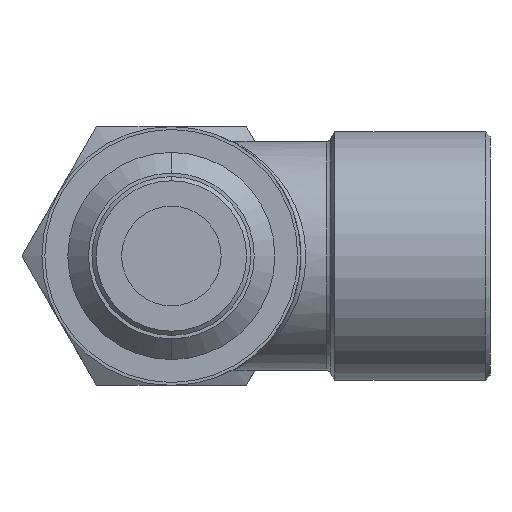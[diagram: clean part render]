
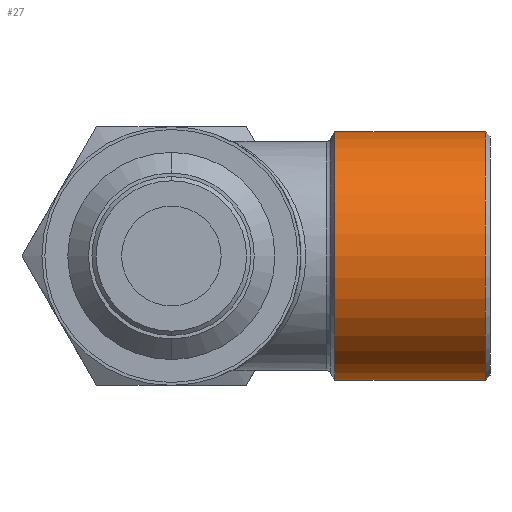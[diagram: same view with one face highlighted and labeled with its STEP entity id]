
A CAD part, front view. The second image highlights one B-rep face of the part: STEP entity #27.
In plain terms, the highlighted cylindrical face has radius 12.5 mm (diameter 25 mm), a partial arc.
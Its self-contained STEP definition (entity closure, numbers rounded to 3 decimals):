
#3 = EDGE_CURVE ( 'NONE', #690, #687, #792, .T. ) ;
#16 = EDGE_CURVE ( 'NONE', #820, #732, #774, .T. ) ;
#18 = ORIENTED_EDGE ( 'NONE', *, *, #16, .T. ) ;
#20 = ORIENTED_EDGE ( 'NONE', *, *, #716, .F. ) ;
#21 = EDGE_LOOP ( 'NONE', ( #20, #25, #23, #18 ) ) ;
#23 = ORIENTED_EDGE ( 'NONE', *, *, #784, .T. ) ;
#25 = ORIENTED_EDGE ( 'NONE', *, *, #3, .T. ) ;
#27 = ADVANCED_FACE ( 'NONE', ( #729 ), #728, .T. ) ;
#687 = VERTEX_POINT ( 'NONE', #3498 ) ;
#690 = VERTEX_POINT ( 'NONE', #3497 ) ;
#716 = EDGE_CURVE ( 'NONE', #690, #732, #3432, .T. ) ;
#723 = CARTESIAN_POINT ( 'NONE',  ( -1.384, 24., 0. ) ) ;
#724 = AXIS2_PLACEMENT_3D ( 'NONE', #723, #788, #787 ) ;
#728 = CYLINDRICAL_SURFACE ( 'NONE', #724, 12.5 ) ;
#729 = FACE_OUTER_BOUND ( 'NONE', #21, .T. ) ;
#732 = VERTEX_POINT ( 'NONE', #3308 ) ;
#770 = DIRECTION ( 'NONE',  ( 0., 0., -1. ) ) ;
#771 = DIRECTION ( 'NONE',  ( 1., 0., 0. ) ) ;
#772 = CARTESIAN_POINT ( 'NONE',  ( 16.433, 24., 0. ) ) ;
#773 = AXIS2_PLACEMENT_3D ( 'NONE', #772, #771, #770 ) ;
#774 = CIRCLE ( 'NONE', #773, 12.5 ) ;
#784 = EDGE_CURVE ( 'NONE', #687, #820, #3446, .T. ) ;
#787 = DIRECTION ( 'NONE',  ( 0., 0., 1. ) ) ;
#788 = DIRECTION ( 'NONE',  ( -1., 0., 0. ) ) ;
#790 = CARTESIAN_POINT ( 'NONE',  ( 31.5, 24., 0. ) ) ;
#791 = AXIS2_PLACEMENT_3D ( 'NONE', #790, #806, #805 ) ;
#792 = CIRCLE ( 'NONE', #791, 12.5 ) ;
#805 = DIRECTION ( 'NONE',  ( 0., 0., 1. ) ) ;
#806 = DIRECTION ( 'NONE',  ( -1., 0., 0. ) ) ;
#820 = VERTEX_POINT ( 'NONE', #3519 ) ;
#3303 = DIRECTION ( 'NONE',  ( -1., 0., 0. ) ) ;
#3304 = VECTOR ( 'NONE', #3303, 1000. ) ;
#3305 = CARTESIAN_POINT ( 'NONE',  ( -1.384, 24., -12.5 ) ) ;
#3308 = CARTESIAN_POINT ( 'NONE',  ( 16.433, 24., -12.5 ) ) ;
#3432 = LINE ( 'NONE', #3305, #3304 ) ;
#3443 = DIRECTION ( 'NONE',  ( -1., 0., 0. ) ) ;
#3444 = VECTOR ( 'NONE', #3443, 1000. ) ;
#3445 = CARTESIAN_POINT ( 'NONE',  ( -1.384, 24., 12.5 ) ) ;
#3446 = LINE ( 'NONE', #3445, #3444 ) ;
#3497 = CARTESIAN_POINT ( 'NONE',  ( 31.5, 24., -12.5 ) ) ;
#3498 = CARTESIAN_POINT ( 'NONE',  ( 31.5, 24., 12.5 ) ) ;
#3519 = CARTESIAN_POINT ( 'NONE',  ( 16.433, 24., 12.5 ) ) ;
